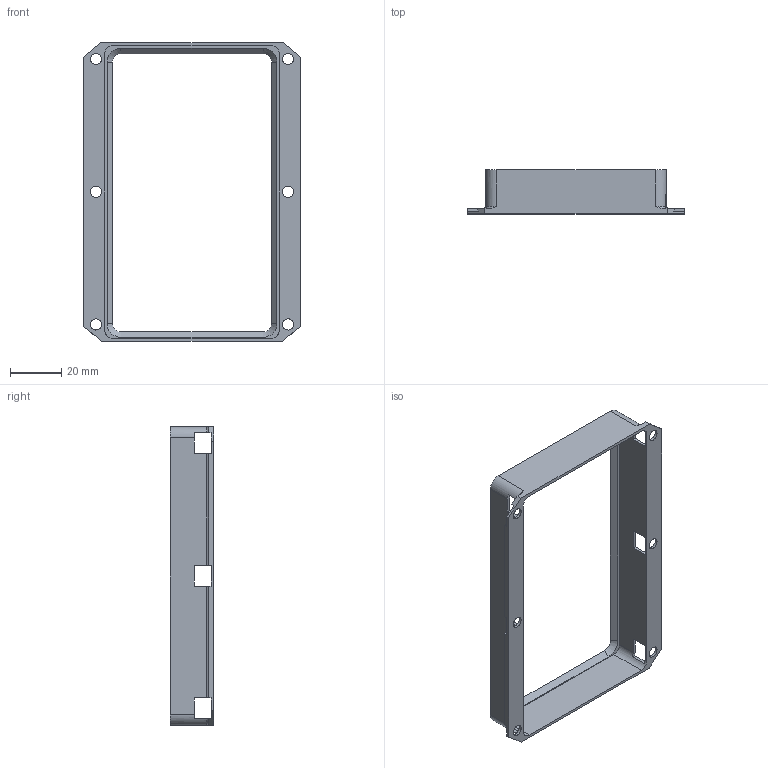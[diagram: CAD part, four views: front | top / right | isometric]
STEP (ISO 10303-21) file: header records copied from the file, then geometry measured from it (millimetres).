
FILE_DESCRIPTION (( 'STEP AP214' ), '1' );
FILE_NAME ('2004699A-001.stop.STEP', '2019-08-24T07:50:43', ( '' ), ( '' ), 'SwSTEP 2.0', 'SolidWorks 2019', '' );
FILE_SCHEMA (( 'AUTOMOTIVE_DESIGN' ));
Length unit declared in the file: inch
Products named in the file (1): 2004699A-001.stop
Bounding box: 84.2 x 17.04 x 116.05 mm (x, y, z)
Volume: 10927.9 mm3; surface area: 17397.2 mm2
Topology: 1 solids, 1 shells, 85 faces, 276 edges, 184 vertices
Faces by surface type: plane 53, cylinder 24, cone 4, torus 4
Entity records: 3180 total; most frequent: CARTESIAN_POINT 608, ORIENTED_EDGE 552, DIRECTION 512, EDGE_CURVE 276, VECTOR 196, LINE 196, VERTEX_POINT 184, AXIS2_PLACEMENT_3D 158
